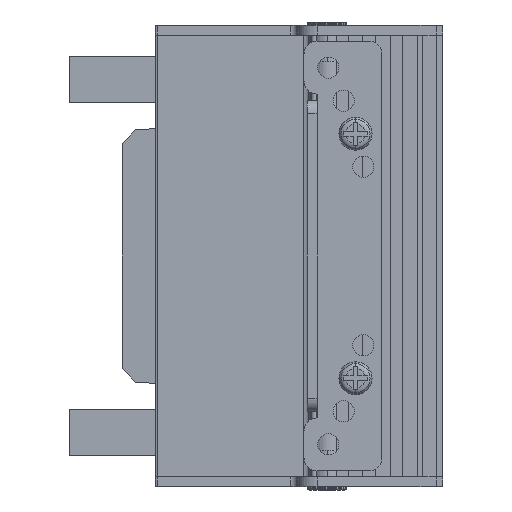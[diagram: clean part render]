
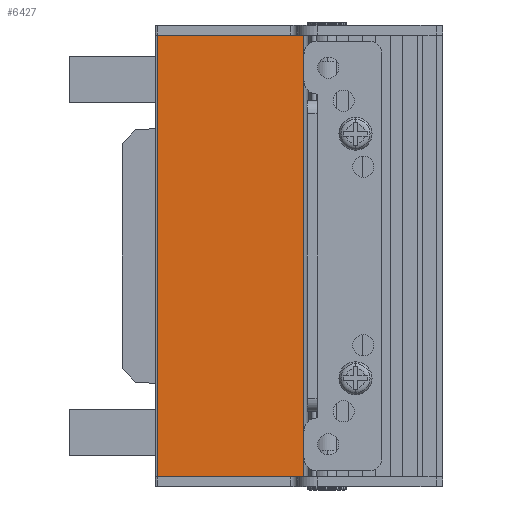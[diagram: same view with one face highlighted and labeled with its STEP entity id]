
A CAD part, left-side view. The second image highlights one B-rep face of the part: STEP entity #6427.
In plain terms, the highlighted planar face has unit normal (-1, 0, 0).
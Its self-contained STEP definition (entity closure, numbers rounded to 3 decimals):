
#2542=DIRECTION('',(0.,1.,0.));
#2543=VECTOR('',#2542,22.111);
#2544=CARTESIAN_POINT('',(1250.17,-484.343,
-0.86));
#2545=LINE('',#2544,#2543);
#2549=DIRECTION('',(0.,0.,1.));
#2550=VECTOR('',#2549,66.8);
#2551=CARTESIAN_POINT('',(1250.17,-462.232,
-67.66));
#2552=LINE('',#2551,#2550);
#2666=DIRECTION('',(0.,1.,0.));
#2667=VECTOR('',#2666,22.111);
#2668=CARTESIAN_POINT('',(1250.17,-484.343,
-67.66));
#2669=LINE('',#2668,#2667);
#5257=DIRECTION('',(0.,0.,-1.));
#5258=VECTOR('',#5257,66.8);
#5259=CARTESIAN_POINT('',(1250.17,-484.343,
-0.86));
#5260=LINE('',#5259,#5258);
#5796=CARTESIAN_POINT('',(1250.17,-462.232,
-67.66));
#5797=CARTESIAN_POINT('',(1250.17,-462.232,
-0.86));
#5798=VERTEX_POINT('',#5796);
#5799=VERTEX_POINT('',#5797);
#5800=CARTESIAN_POINT('',(1250.17,-484.343,
-67.66));
#5801=VERTEX_POINT('',#5800);
#5802=CARTESIAN_POINT('',(1250.17,-484.343,
-0.86));
#5803=VERTEX_POINT('',#5802);
#6412=CARTESIAN_POINT('',(1250.17,-471.343,
-143.11));
#6413=DIRECTION('',(1.,0.,0.));
#6414=DIRECTION('',(0.,0.,-1.));
#6415=AXIS2_PLACEMENT_3D('',#6412,#6413,#6414);
#6416=PLANE('',#6415);
#6418=ORIENTED_EDGE('',*,*,#6417,.T.);
#6420=ORIENTED_EDGE('',*,*,#6419,.F.);
#6422=ORIENTED_EDGE('',*,*,#6421,.T.);
#6424=ORIENTED_EDGE('',*,*,#6423,.T.);
#6425=EDGE_LOOP('',(#6418,#6420,#6422,#6424));
#6426=FACE_OUTER_BOUND('',#6425,.F.);
#6427=ADVANCED_FACE('',(#6426),#6416,.F.);
#6417=EDGE_CURVE('',#5798,#5799,#2552,.T.);
#6419=EDGE_CURVE('',#5803,#5799,#2545,.T.);
#6421=EDGE_CURVE('',#5803,#5801,#5260,.T.);
#6423=EDGE_CURVE('',#5801,#5798,#2669,.T.);
